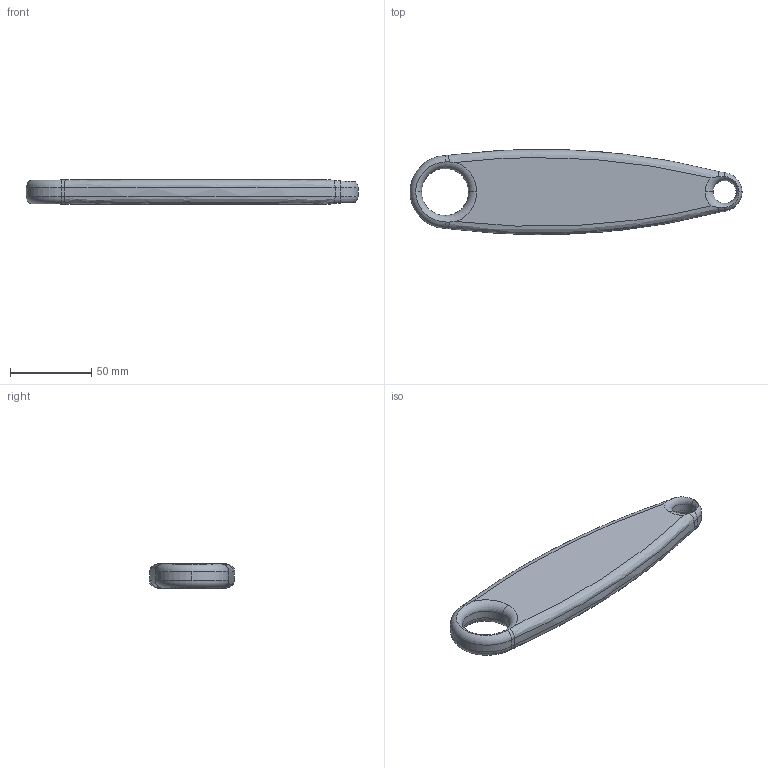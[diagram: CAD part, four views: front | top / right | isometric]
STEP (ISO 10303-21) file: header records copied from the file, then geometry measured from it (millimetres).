
FILE_DESCRIPTION (( 'STEP AP214' ), '1' );
FILE_NAME ('Bicycle Crank V1.STEP', '2026-01-03T13:25:08', ( '' ), ( '' ), 'SwSTEP 2.0', 'SolidWorks 2025', '' );
FILE_SCHEMA (( 'AUTOMOTIVE_DESIGN' ));
Length unit declared in the file: millimetre
Products named in the file (1): Bicycle Crank V1
Bounding box: 204.5 x 52.52 x 15 mm (x, y, z)
Volume: 112728.9 mm3; surface area: 22132.2 mm2
Topology: 1 solids, 1 shells, 41 faces, 103 edges, 60 vertices
Faces by surface type: torus 22, cylinder 11, bspline 6, plane 2
Entity records: 1685 total; most frequent: CARTESIAN_POINT 718, ORIENTED_EDGE 206, DIRECTION 201, EDGE_CURVE 103, AXIS2_PLACEMENT_3D 94, VERTEX_POINT 60, CIRCLE 58, FACE_OUTER_BOUND 41
